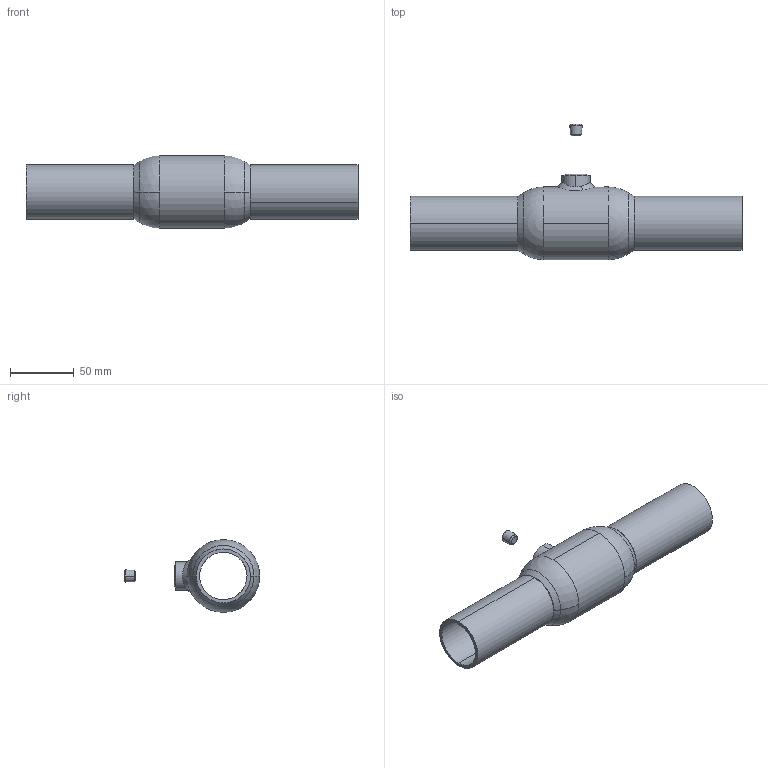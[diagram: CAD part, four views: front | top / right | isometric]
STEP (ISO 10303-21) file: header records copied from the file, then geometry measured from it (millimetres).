
FILE_DESCRIPTION (( 'STEP AP214' ), '1' );
FILE_NAME ('63102032.STEP', '2010-10-27T12:45:17', ( 'BROEN A/S' ), ( 'BROEN A/S' ), 'SwSTEP 2.0', 'SolidWorks 2009', '' );
FILE_SCHEMA (( 'AUTOMOTIVE_DESIGN' ));
Length unit declared in the file: millimetre
Products named in the file (1): 63102032
Bounding box: 260.27 x 106.15 x 57 mm (x, y, z)
Surface area: 63184.1 mm2 (no closed solid volume)
Topology: 0 solids, 9 shells, 57 faces, 156 edges, 95 vertices
Faces by surface type: cone 20, cylinder 14, plane 11, sphere 10, bspline 2
Entity records: 3845 total; most frequent: CARTESIAN_POINT 1774, DIRECTION 336, ORIENTED_EDGE 254, EDGE_CURVE 146, AXIS2_PLACEMENT_3D 142, VERTEX_POINT 95, CIRCLE 86, EDGE_LOOP 62
